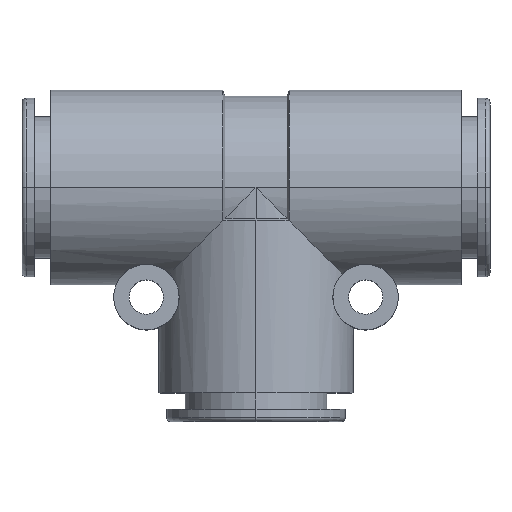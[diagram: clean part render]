
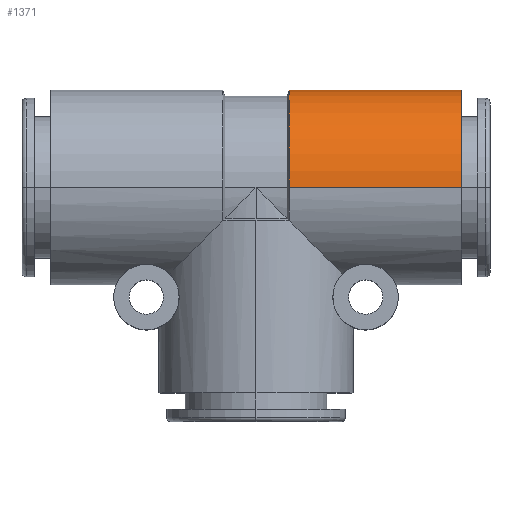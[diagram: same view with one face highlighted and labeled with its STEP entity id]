
A CAD part, top view. The second image highlights one B-rep face of the part: STEP entity #1371.
In plain terms, the highlighted cylindrical face has radius 11.9 mm (diameter 23.8 mm), a partial arc.
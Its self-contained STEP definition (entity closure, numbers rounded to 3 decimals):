
#239 = CARTESIAN_POINT ( 'NONE',  ( 4.073, 0., 11.9 ) ) ;
#299 = CYLINDRICAL_SURFACE ( 'NONE', #2306, 11.9 ) ;
#543 = DIRECTION ( 'NONE',  ( -1., 0., 0. ) ) ;
#592 = CIRCLE ( 'NONE', #1015, 11.9 ) ;
#629 = DIRECTION ( 'NONE',  ( -1., 0., 0. ) ) ;
#680 = CARTESIAN_POINT ( 'NONE',  ( 25.1, 0., 11.9 ) ) ;
#720 = CARTESIAN_POINT ( 'NONE',  ( 25.1, 0., 0. ) ) ;
#806 = VERTEX_POINT ( 'NONE', #1061 ) ;
#868 = VECTOR ( 'NONE', #629, 1000. ) ;
#1015 = AXIS2_PLACEMENT_3D ( 'NONE', #2564, #1957, #1538 ) ;
#1061 = CARTESIAN_POINT ( 'NONE',  ( 4.073, 0., -11.9 ) ) ;
#1066 = VERTEX_POINT ( 'NONE', #239 ) ;
#1080 = AXIS2_PLACEMENT_3D ( 'NONE', #720, #1587, #1679 ) ;
#1131 = LINE ( 'NONE', #1344, #2516 ) ;
#1330 = LINE ( 'NONE', #2112, #868 ) ;
#1332 = VERTEX_POINT ( 'NONE', #2842 ) ;
#1344 = CARTESIAN_POINT ( 'NONE',  ( 58.758, 0., -11.9 ) ) ;
#1371 = ADVANCED_FACE ( 'NONE', ( #1532 ), #299, .T. ) ;
#1532 = FACE_OUTER_BOUND ( 'NONE', #1833, .T. ) ;
#1538 = DIRECTION ( 'NONE',  ( 0., 0., -1. ) ) ;
#1581 = DIRECTION ( 'NONE',  ( -1., 0., 0. ) ) ;
#1587 = DIRECTION ( 'NONE',  ( 1., 0., 0. ) ) ;
#1614 = DIRECTION ( 'NONE',  ( 0., 0., 1. ) ) ;
#1679 = DIRECTION ( 'NONE',  ( 0., 0., -1. ) ) ;
#1691 = EDGE_CURVE ( 'NONE', #1872, #1066, #1330, .T. ) ;
#1745 = ORIENTED_EDGE ( 'NONE', *, *, #1801, .F. ) ;
#1801 = EDGE_CURVE ( 'NONE', #1332, #1872, #2064, .T. ) ;
#1833 = EDGE_LOOP ( 'NONE', ( #1745, #2343, #1941, #2394 ) ) ;
#1872 = VERTEX_POINT ( 'NONE', #680 ) ;
#1941 = ORIENTED_EDGE ( 'NONE', *, *, #1998, .T. ) ;
#1957 = DIRECTION ( 'NONE',  ( 1., 0., 0. ) ) ;
#1998 = EDGE_CURVE ( 'NONE', #806, #1066, #592, .T. ) ;
#2064 = CIRCLE ( 'NONE', #1080, 11.9 ) ;
#2112 = CARTESIAN_POINT ( 'NONE',  ( 58.758, 0., 11.9 ) ) ;
#2306 = AXIS2_PLACEMENT_3D ( 'NONE', #2607, #1581, #1614 ) ;
#2343 = ORIENTED_EDGE ( 'NONE', *, *, #2437, .T. ) ;
#2394 = ORIENTED_EDGE ( 'NONE', *, *, #1691, .F. ) ;
#2437 = EDGE_CURVE ( 'NONE', #1332, #806, #1131, .T. ) ;
#2516 = VECTOR ( 'NONE', #543, 1000. ) ;
#2564 = CARTESIAN_POINT ( 'NONE',  ( 4.073, 0., 0. ) ) ;
#2607 = CARTESIAN_POINT ( 'NONE',  ( 58.758, 0., 0. ) ) ;
#2842 = CARTESIAN_POINT ( 'NONE',  ( 25.1, 0., -11.9 ) ) ;
